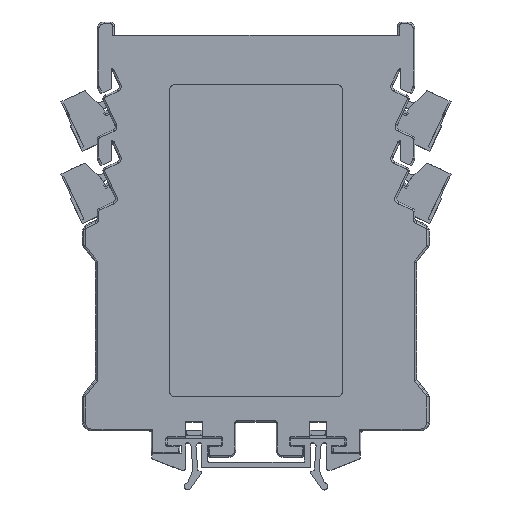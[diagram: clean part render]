
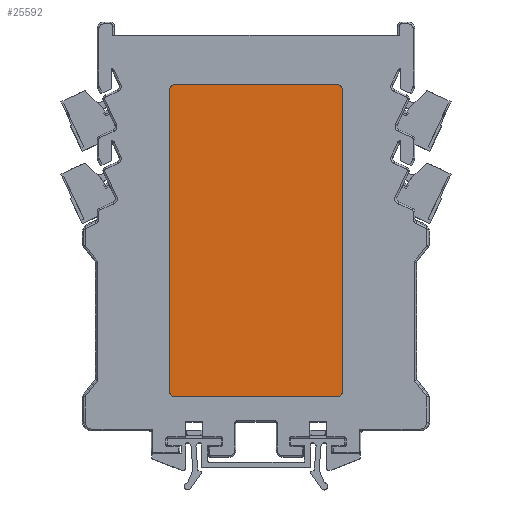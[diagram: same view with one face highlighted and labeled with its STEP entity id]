
A CAD part, top view. The second image highlights one B-rep face of the part: STEP entity #25592.
In plain terms, the highlighted face is planar.
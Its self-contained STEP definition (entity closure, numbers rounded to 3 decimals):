
#644 = CARTESIAN_POINT ( 'NONE',  ( -23.468, -114.427, 0.158 ) ) ;
#972 = DIRECTION ( 'NONE',  ( -1., 0., 0. ) ) ;
#1297 = VERTEX_POINT ( 'NONE', #38166 ) ;
#1886 = DIRECTION ( 'NONE',  ( 0., 0., -1. ) ) ;
#1895 = AXIS2_PLACEMENT_3D ( 'NONE', #13537, #1886, #16789 ) ;
#3529 = CARTESIAN_POINT ( 'NONE',  ( 0., 0., 0.158 ) ) ;
#3711 = LINE ( 'NONE', #12820, #42016 ) ;
#4383 = EDGE_CURVE ( 'NONE', #35172, #10359, #25146, .T. ) ;
#5223 = ORIENTED_EDGE ( 'NONE', *, *, #4383, .F. ) ;
#5379 = VERTEX_POINT ( 'NONE', #28157 ) ;
#5625 = ORIENTED_EDGE ( 'NONE', *, *, #12814, .F. ) ;
#7080 = PLANE ( 'NONE',  #43200 ) ;
#7393 = DIRECTION ( 'NONE',  ( 0., 0., -1. ) ) ;
#7560 = CARTESIAN_POINT ( 'NONE',  ( 23.468, -24.704, 0.158 ) ) ;
#7618 = CIRCLE ( 'NONE', #12899, 1.482 ) ;
#7974 = DIRECTION ( 'NONE',  ( 0., 0., 1. ) ) ;
#8005 = EDGE_LOOP ( 'NONE', ( #5223, #45123, #34849, #29719, #24835, #5625, #46330, #20887 ) ) ;
#8890 = CARTESIAN_POINT ( 'NONE',  ( 24.951, -112.945, 0.158 ) ) ;
#10009 = VERTEX_POINT ( 'NONE', #21472 ) ;
#10359 = VERTEX_POINT ( 'NONE', #26953 ) ;
#11436 = EDGE_CURVE ( 'NONE', #1297, #5379, #3711, .T. ) ;
#12490 = LINE ( 'NONE', #31182, #18870 ) ;
#12814 = EDGE_CURVE ( 'NONE', #33112, #46735, #7618, .T. ) ;
#12820 = CARTESIAN_POINT ( 'NONE',  ( -24.951, -24.704, 0.158 ) ) ;
#12899 = AXIS2_PLACEMENT_3D ( 'NONE', #15140, #7974, #33926 ) ;
#13237 = AXIS2_PLACEMENT_3D ( 'NONE', #44874, #33982, #45525 ) ;
#13537 = CARTESIAN_POINT ( 'NONE',  ( -23.468, -112.945, 0.158 ) ) ;
#14121 = CIRCLE ( 'NONE', #15111, 1.482 ) ;
#14929 = LINE ( 'NONE', #44513, #25936 ) ;
#15111 = AXIS2_PLACEMENT_3D ( 'NONE', #42153, #30950, #972 ) ;
#15140 = CARTESIAN_POINT ( 'NONE',  ( 23.468, -26.186, 0.158 ) ) ;
#15771 = VERTEX_POINT ( 'NONE', #8890 ) ;
#16789 = DIRECTION ( 'NONE',  ( 1., 0., 0. ) ) ;
#17349 = CARTESIAN_POINT ( 'NONE',  ( 24.951, -26.186, 0.158 ) ) ;
#18870 = VECTOR ( 'NONE', #30562, 1000. ) ;
#20460 = EDGE_CURVE ( 'NONE', #46735, #10009, #14929, .T. ) ;
#20887 = ORIENTED_EDGE ( 'NONE', *, *, #43080, .F. ) ;
#21472 = CARTESIAN_POINT ( 'NONE',  ( -23.468, -24.704, 0.158 ) ) ;
#22095 = DIRECTION ( 'NONE',  ( -1., 0., 0. ) ) ;
#22941 = FACE_OUTER_BOUND ( 'NONE', #8005, .T. ) ;
#24535 = DIRECTION ( 'NONE',  ( 1., 0., 0. ) ) ;
#24757 = CIRCLE ( 'NONE', #13237, 1.482 ) ;
#24835 = ORIENTED_EDGE ( 'NONE', *, *, #20460, .F. ) ;
#25146 = LINE ( 'NONE', #39825, #26300 ) ;
#25592 = ADVANCED_FACE ( 'NONE', ( #22941 ), #7080, .T. ) ;
#25821 = EDGE_CURVE ( 'NONE', #15771, #33112, #12490, .T. ) ;
#25936 = VECTOR ( 'NONE', #22095, 1000. ) ;
#26300 = VECTOR ( 'NONE', #24535, 1000. ) ;
#26953 = CARTESIAN_POINT ( 'NONE',  ( 23.468, -114.427, 0.158 ) ) ;
#27812 = CIRCLE ( 'NONE', #1895, 1.482 ) ;
#28157 = CARTESIAN_POINT ( 'NONE',  ( -24.951, -26.186, 0.158 ) ) ;
#29719 = ORIENTED_EDGE ( 'NONE', *, *, #32124, .T. ) ;
#30562 = DIRECTION ( 'NONE',  ( 0., 1., 0. ) ) ;
#30950 = DIRECTION ( 'NONE',  ( 0., 0., 1. ) ) ;
#31182 = CARTESIAN_POINT ( 'NONE',  ( 24.951, -24.704, 0.158 ) ) ;
#32124 = EDGE_CURVE ( 'NONE', #5379, #10009, #24757, .T. ) ;
#33112 = VERTEX_POINT ( 'NONE', #17349 ) ;
#33206 = DIRECTION ( 'NONE',  ( -1., 0., 0. ) ) ;
#33926 = DIRECTION ( 'NONE',  ( -1., 0., 0. ) ) ;
#33982 = DIRECTION ( 'NONE',  ( 0., 0., -1. ) ) ;
#34849 = ORIENTED_EDGE ( 'NONE', *, *, #11436, .T. ) ;
#35172 = VERTEX_POINT ( 'NONE', #644 ) ;
#37199 = EDGE_CURVE ( 'NONE', #35172, #1297, #27812, .T. ) ;
#38166 = CARTESIAN_POINT ( 'NONE',  ( -24.951, -112.945, 0.158 ) ) ;
#38784 = DIRECTION ( 'NONE',  ( 0., 1., 0. ) ) ;
#39825 = CARTESIAN_POINT ( 'NONE',  ( 24.951, -114.427, 0.158 ) ) ;
#42016 = VECTOR ( 'NONE', #38784, 1000. ) ;
#42153 = CARTESIAN_POINT ( 'NONE',  ( 23.468, -112.945, 0.158 ) ) ;
#43080 = EDGE_CURVE ( 'NONE', #10359, #15771, #14121, .T. ) ;
#43200 = AXIS2_PLACEMENT_3D ( 'NONE', #3529, #7393, #33206 ) ;
#44513 = CARTESIAN_POINT ( 'NONE',  ( 24.951, -24.704, 0.158 ) ) ;
#44874 = CARTESIAN_POINT ( 'NONE',  ( -23.468, -26.186, 0.158 ) ) ;
#45123 = ORIENTED_EDGE ( 'NONE', *, *, #37199, .T. ) ;
#45525 = DIRECTION ( 'NONE',  ( 1., 0., 0. ) ) ;
#46330 = ORIENTED_EDGE ( 'NONE', *, *, #25821, .F. ) ;
#46735 = VERTEX_POINT ( 'NONE', #7560 ) ;
